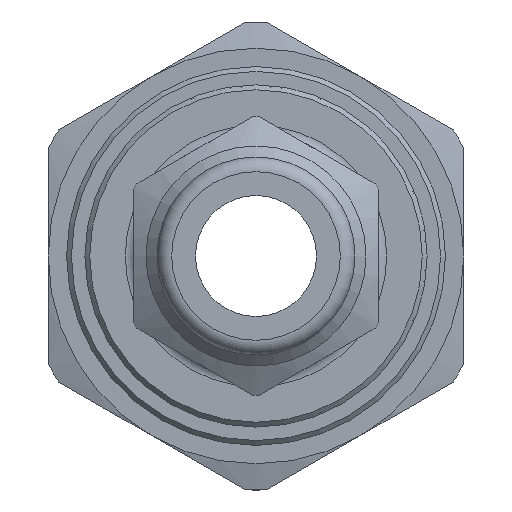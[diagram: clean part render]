
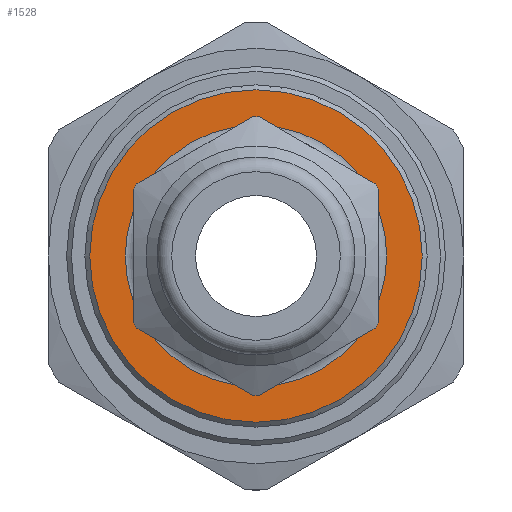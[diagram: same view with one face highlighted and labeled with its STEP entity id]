
A CAD part, left-side view. The second image highlights one B-rep face of the part: STEP entity #1528.
In plain terms, the highlighted planar face has unit normal (-1, 0, 0).
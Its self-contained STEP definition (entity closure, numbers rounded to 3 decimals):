
#1486=CARTESIAN_POINT('',(23.5,6.8,0.));
#1487=VERTEX_POINT('',#1486);
#1488=CARTESIAN_POINT('',(23.5,0.0,0.0));
#1489=DIRECTION('',(1.0,0.0,0.0));
#1490=DIRECTION('',(0.0,-1.0,0.0));
#1491=AXIS2_PLACEMENT_3D('',#1488,#1489,#1490);
#1492=CIRCLE('',#1491,6.8);
#1493=EDGE_CURVE('',#1487,#1487,#1492,.T.);
#1509=CARTESIAN_POINT('',(23.5,5.925,0.0));
#1510=DIRECTION('',(-1.0,0.0,0.0));
#1511=DIRECTION('',(0.0,0.0,1.0));
#1512=AXIS2_PLACEMENT_3D('',#1509,#1510,#1511);
#1513=PLANE('',#1512);
#1514=ORIENTED_EDGE('',*,*,#1493,.F.);
#1515=EDGE_LOOP('',(#1514));
#1516=FACE_OUTER_BOUND('',#1515,.T.);
#1517=CARTESIAN_POINT('',(23.5,5.35,0.));
#1518=VERTEX_POINT('',#1517);
#1519=CARTESIAN_POINT('',(23.5,0.0,0.0));
#1520=DIRECTION('',(-1.0,0.0,0.0));
#1521=DIRECTION('',(0.0,-1.0,0.0));
#1522=AXIS2_PLACEMENT_3D('',#1519,#1520,#1521);
#1523=CIRCLE('',#1522,5.35);
#1524=EDGE_CURVE('',#1518,#1518,#1523,.T.);
#1525=ORIENTED_EDGE('',*,*,#1524,.F.);
#1526=EDGE_LOOP('',(#1525));
#1527=FACE_BOUND('',#1526,.T.);
#1528=ADVANCED_FACE('',(#1516,#1527),#1513,.T.);
